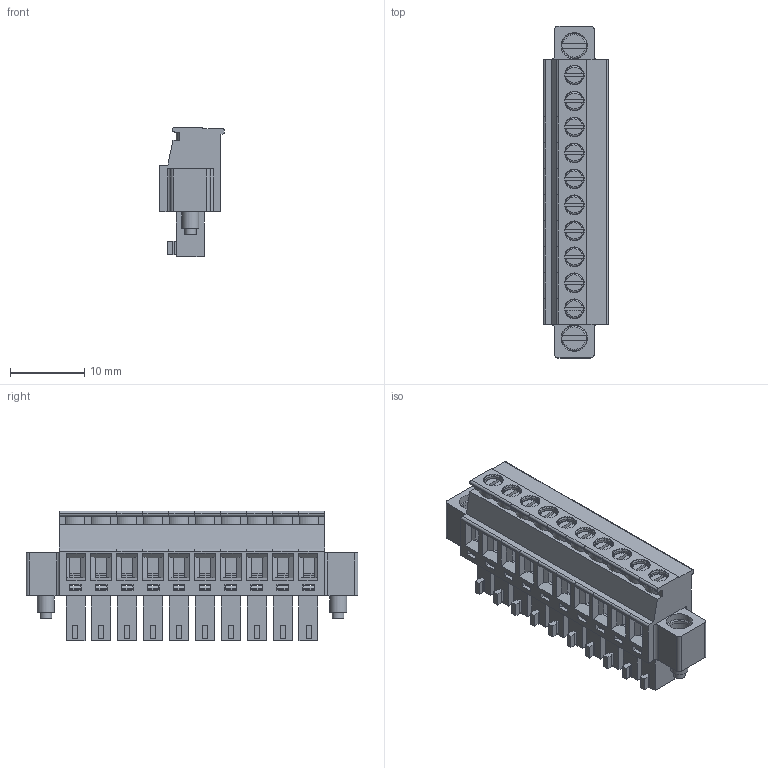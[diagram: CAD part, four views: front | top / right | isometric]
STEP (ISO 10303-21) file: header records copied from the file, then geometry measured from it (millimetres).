
FILE_DESCRIPTION( ('This file contains a STEP AP42 implementation' ,'as created by ZW3D STEP Interface translator.') ,'2;1' );
FILE_NAME( 'PF381-B10ASMW1.stp' ,'231125.141834', (''), ('ZWCAD Software Co.'), 'Version 1.0', 'ZW3D to STEP translator', '' );
FILE_SCHEMA(('AUTOMOTIVE_DESIGN { 1 0 10303 214 1 1 1 1 }'));
Length unit declared in the file: millimetre
Products named in the file (2): 0; PF381-B10ASMW1
Bounding box: 8.7 x 44.58 x 17.4 mm (x, y, z)
Volume: 2519.2 mm3; surface area: 7464.4 mm2
Topology: 14 solids, 14 shells, 2222 faces, 6063 edges, 3908 vertices
Faces by surface type: plane 1750, bspline 238, cylinder 148, cone 86
Full cylindrical faces by diameter (mm): 0.514 x1, 1.099 x1, 1.282 x10, 1.373 x10, 1.465 x10, 1.557 x2, 1.831 x10, 1.923 x10, 2.014 x10, 2.289 x2, 2.655 x20, 3.342 x2, 3.39 x2, 3.525 x4
Entity records: 74590 total; most frequent: CARTESIAN_POINT 17012, ORIENTED_EDGE 12126, DIRECTION 10455, EDGE_CURVE 6063, VECTOR 4993, LINE 4993, VERTEX_POINT 3908, AXIS2_PLACEMENT_3D 2731
